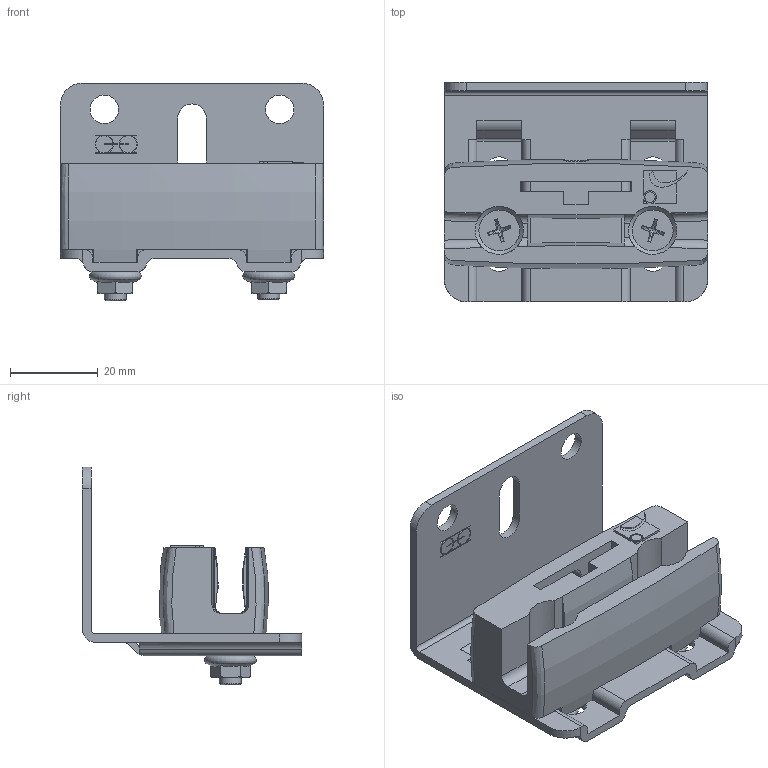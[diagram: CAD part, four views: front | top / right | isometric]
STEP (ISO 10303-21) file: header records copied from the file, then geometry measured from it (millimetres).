
FILE_DESCRIPTION(/* description */ (''),/* implementation_level */ '2;1');
FILE_NAME(/* name */ '1128GU.stp',/* time_stamp */ '2019-08-05T12:14:58+02:00',/* author */ ('Didierr'),/* organization */ (''),/* preprocessor_version */ 'ST-DEVELOPER v17.2',/* originating_system */ 'Autodesk Inventor 2019',/* authorisation */ '');
FILE_SCHEMA (('AUTOMOTIVE_DESIGN { 1 0 10303 214 3 1 1 }'));
Length unit declared in the file: millimetre
Products named in the file (5): 21760 20084; 20085-A; 21760; DIN 6923 - M5; ISO 7046-1 - M5 x 16 - 4.8 - H
Assembly tree (6 placements, depth 2):
  21760 20084
    20085-A
    21760
    ISO 7046-1 - M5 x 16 - 4.8 - H  x2
    DIN 6923 - M5  x2
Bounding box: 60 x 50 x 49.68 mm (x, y, z)
Volume: 30691.5 mm3; surface area: 21898.9 mm2
Topology: 6 solids, 6 shells, 585 faces, 1610 edges, 1062 vertices
Faces by surface type: plane 347, bspline 101, cylinder 77, cone 44, torus 16
Full cylindrical faces by diameter (mm): 2.39 x1, 4.134 x2, 4.509 x2, 5 x2, 5.5 x2, 6.5 x2, 9.3 x2
Entity records: 18354 total; most frequent: CARTESIAN_POINT 5173, ORIENTED_EDGE 2944, DIRECTION 2280, EDGE_CURVE 1472, VERTEX_POINT 969, LINE 964, VECTOR 964, AXIS2_PLACEMENT_3D 658
